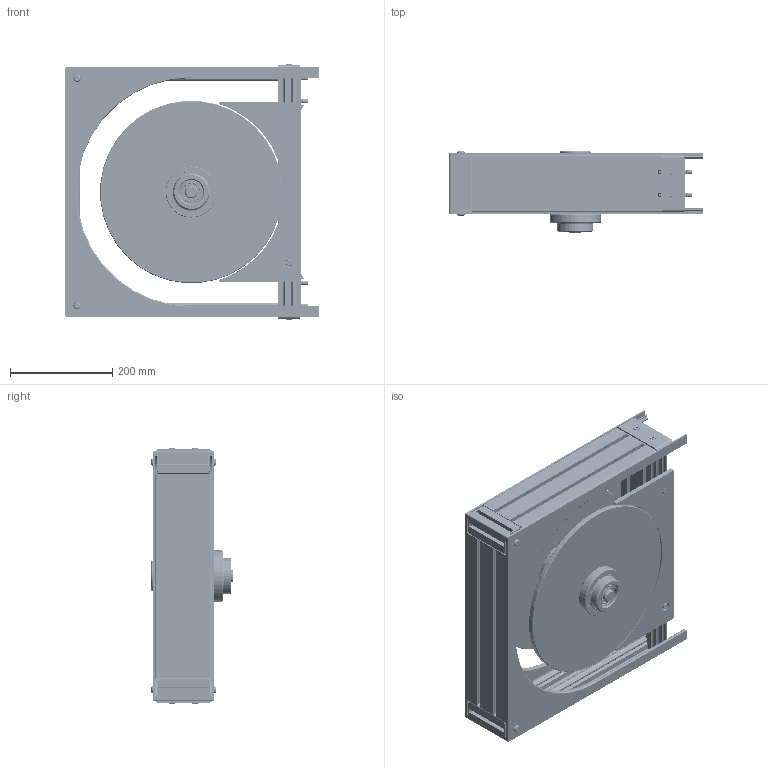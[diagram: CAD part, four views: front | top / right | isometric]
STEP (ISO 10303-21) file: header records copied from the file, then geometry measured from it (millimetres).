
FILE_DESCRIPTION(/* description */ ('Kurvenradius 200 mm'),/* implementation_level */ '2;1');
FILE_NAME(/* name */ '291232-0.step',/* time_stamp */ '2021-09-06T08:57:56+02:00',/* author */ ('MuellerJ'),/* organization */ (''),/* preprocessor_version */ 'ST-DEVELOPER v18.1',/* originating_system */ 'Autodesk Inventor 2021',/* authorisation */ '');
FILE_SCHEMA (('AUTOMOTIVE_DESIGN { 1 0 10303 214 3 1 1 }','PROCESS_PLANNING_SCHEMA'));
Length unit declared in the file: millimetre
Products named in the file (35): MTW_1-00015318; 29-0787-0FZ.001; leer; leer_1; leer_2; 21-1393-2FZ.003; leer_3; 21-1492-0FZ.003; leer_4; 20-1033-0FZ.001; 29-0756-0FZ.002; 21-1189-1FZ.001; 29-0761-0FZ.004; leer_5; 21-1351-2FZ.005; leer_6; 29-0759-0FZ.000; 29-0753-0FZ.000; 29-0757-0FZ.000; 22-1058-0FZ.001; 29-0754-0FZ.001; leer_7; leer_8; 29-0745-0FZ.000; leer_9; leer_10; leer_11; 29-0758-0FZ.001; 29-0755-0FZ.000; leer_12; 21-1360-0FZ.001; 21-1351-2FZ.005_1; MTW_1-00010886; 21-1666-0FZ.001; leer_13
Assembly tree (116 placements, depth 4):
  MTW_1-00015318
    29-0787-0FZ.001
    leer  x4
    leer_1  x14
      leer_2
        21-1393-2FZ.003
        leer_3
      21-1492-0FZ.003
    leer_4  x2
    20-1033-0FZ.001  x2
    29-0756-0FZ.002  x4
    21-1189-1FZ.001  x12
    29-0761-0FZ.004  x2
    leer_5  x4
    21-1351-2FZ.005  x4
    leer_6  x16
    29-0759-0FZ.000  x2
    29-0753-0FZ.000
    29-0757-0FZ.000
    22-1058-0FZ.001
    29-0754-0FZ.001
    leer_7  x3
    leer_8  x4
    29-0745-0FZ.000  x2
    leer_9  x2
    leer_10  x4
    leer_11
    21-1351-2FZ.005_1  x4
    29-0758-0FZ.001
    29-0755-0FZ.000
    leer_12
    21-1360-0FZ.001  x8
    MTW_1-00010886  x2
    21-1666-0FZ.001  x4
    leer_13  x4
Bounding box: 495 x 159.9 x 499 mm (x, y, z)
Volume: 5745954.9 mm3; surface area: 2417106.4 mm2
Topology: 140 solids, 152 shells, 3805 faces, 10303 edges, 6836 vertices
Faces by surface type: plane 1951, cylinder 1338, cone 264, torus 194, sphere 44, bspline 14
Full cylindrical faces by diameter (mm): 2 x6, 2.5 x4, 4.917 x17, 6 x25, 6.5 x5, 6.6 x16, 7 x16, 8 x66, 8.2 x22, 8.4 x4, 8.5 x4, 9 x4, 10 x5, 11 x9, 11.34 x16, 12 x4, 13 x4, 13.5 x14, 14 x12, 16 x4, 18 x4, 23.9 x3, 25 x8, 32 x16, 35 x1, 40 x4, 40.21 x8, 42.85 x8, 43.25 x16, 47 x10
Entity records: 53886 total; most frequent: CARTESIAN_POINT 10801, DIRECTION 8716, ORIENTED_EDGE 8464, EDGE_CURVE 4232, AXIS2_PLACEMENT_3D 3096, VERTEX_POINT 2827, LINE 2524, VECTOR 2524
